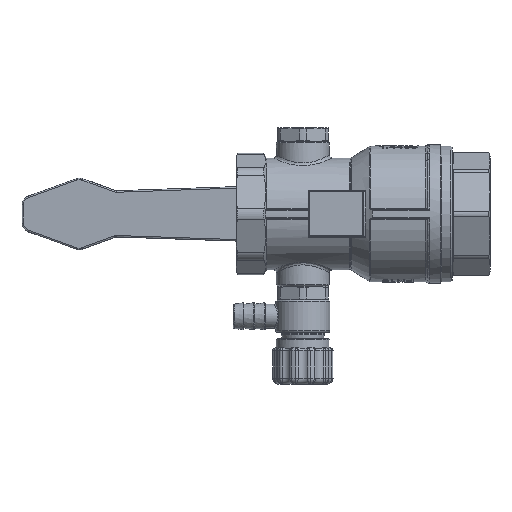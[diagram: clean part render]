
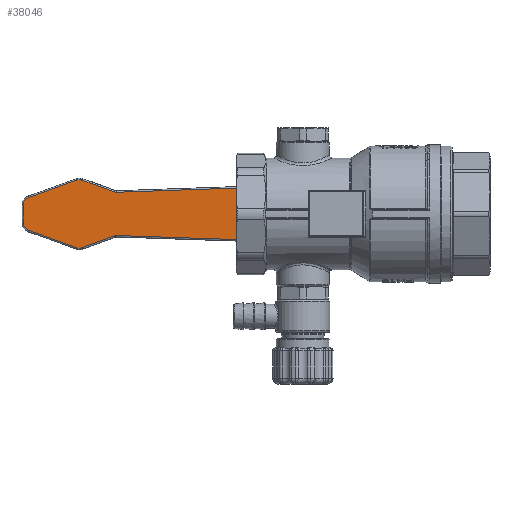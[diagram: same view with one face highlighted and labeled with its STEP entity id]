
A CAD part, front view. The second image highlights one B-rep face of the part: STEP entity #38046.
In plain terms, the highlighted planar face has unit normal (-0.035, -0.999, 0).
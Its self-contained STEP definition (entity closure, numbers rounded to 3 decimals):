
#66 = CARTESIAN_POINT ( 'NONE',  ( -118.041, 50.501, 3.048 ) ) ;
#556 = CARTESIAN_POINT ( 'NONE',  ( -101.197, 49.913, 11.221 ) ) ;
#627 = EDGE_CURVE ( 'NONE', #4599, #14551, #13322, .T. ) ;
#729 = AXIS2_PLACEMENT_3D ( 'NONE', #20329, #32834, #35991 ) ;
#957 = DIRECTION ( 'NONE',  ( 0.035, 0.999, 0. ) ) ;
#1110 = CARTESIAN_POINT ( 'NONE',  ( -90.349, 49.534, 7.27 ) ) ;
#2086 = LINE ( 'NONE', #31341, #26243 ) ;
#2175 = EDGE_CURVE ( 'NONE', #37748, #41334, #24087, .T. ) ;
#2783 = CARTESIAN_POINT ( 'NONE',  ( -90.252, 49.53, -7.235 ) ) ;
#3619 = LINE ( 'NONE', #19741, #28390 ) ;
#3666 = EDGE_CURVE ( 'NONE', #34195, #4599, #34800, .T. ) ;
#3699 = LINE ( 'NONE', #38597, #35232 ) ;
#3840 = DIRECTION ( 'NONE',  ( 0., 0., 1. ) ) ;
#4033 = CARTESIAN_POINT ( 'NONE',  ( -89.836, 49.516, 8.68 ) ) ;
#4098 = DIRECTION ( 'NONE',  ( 0.035, 0.999, 0. ) ) ;
#4543 = DIRECTION ( 'NONE',  ( -0.999, 0.035, 0. ) ) ;
#4599 = VERTEX_POINT ( 'NONE', #1110 ) ;
#4839 = AXIS2_PLACEMENT_3D ( 'NONE', #20082, #32800, #39890 ) ;
#5088 = LINE ( 'NONE', #33733, #20557 ) ;
#5200 = CARTESIAN_POINT ( 'NONE',  ( -35.592, 47.622, 9.051 ) ) ;
#5352 = EDGE_CURVE ( 'NONE', #15627, #8621, #8751, .T. ) ;
#5443 = ORIENTED_EDGE ( 'NONE', *, *, #9614, .F. ) ;
#5447 = DIRECTION ( 'NONE',  ( -0.999, 0.035, 0.034 ) ) ;
#5979 = EDGE_CURVE ( 'NONE', #15264, #15627, #3699, .T. ) ;
#6802 = VERTEX_POINT ( 'NONE', #5200 ) ;
#7064 = AXIS2_PLACEMENT_3D ( 'NONE', #39235, #23383, #4543 ) ;
#7365 = EDGE_CURVE ( 'NONE', #39783, #34195, #30846, .T. ) ;
#7464 = DIRECTION ( 'NONE',  ( -0.157, 0.005, 0.988 ) ) ;
#7551 = ORIENTED_EDGE ( 'NONE', *, *, #2175, .F. ) ;
#7707 = CARTESIAN_POINT ( 'NONE',  ( -87.899, 49.448, 16.686 ) ) ;
#7816 = DIRECTION ( 'NONE',  ( 0., 0., -1. ) ) ;
#7879 = EDGE_CURVE ( 'NONE', #11913, #15264, #40212, .T. ) ;
#8621 = VERTEX_POINT ( 'NONE', #36077 ) ;
#8751 = CIRCLE ( 'NONE', #13964, 2.5 ) ;
#9614 = EDGE_CURVE ( 'NONE', #41334, #39783, #13165, .T. ) ;
#10723 = DIRECTION ( 'NONE',  ( -0.157, 0.005, -0.988 ) ) ;
#10835 = CARTESIAN_POINT ( 'NONE',  ( -118.896, 50.531, 5.397 ) ) ;
#11913 = VERTEX_POINT ( 'NONE', #32079 ) ;
#11961 = ORIENTED_EDGE ( 'NONE', *, *, #5979, .F. ) ;
#12695 = ORIENTED_EDGE ( 'NONE', *, *, #18138, .F. ) ;
#12718 = AXIS2_PLACEMENT_3D ( 'NONE', #66, #4098, #35258 ) ;
#13079 = VERTEX_POINT ( 'NONE', #33281 ) ;
#13125 = DIRECTION ( 'NONE',  ( -0.939, 0.033, 0.342 ) ) ;
#13165 = LINE ( 'NONE', #7707, #32456 ) ;
#13322 = CIRCLE ( 'NONE', #22668, 1.5 ) ;
#13964 = AXIS2_PLACEMENT_3D ( 'NONE', #39024, #957, #26074 ) ;
#14551 = VERTEX_POINT ( 'NONE', #33824 ) ;
#15264 = VERTEX_POINT ( 'NONE', #25567 ) ;
#15289 = CIRCLE ( 'NONE', #38655, 1.5 ) ;
#15627 = VERTEX_POINT ( 'NONE', #34444 ) ;
#16027 = ORIENTED_EDGE ( 'NONE', *, *, #30786, .F. ) ;
#16219 = DIRECTION ( 'NONE',  ( 0.939, -0.033, -0.342 ) ) ;
#16801 = DIRECTION ( 'NONE',  ( -0.035, -0.999, 0. ) ) ;
#17047 = ORIENTED_EDGE ( 'NONE', *, *, #35199, .F. ) ;
#17246 = ORIENTED_EDGE ( 'NONE', *, *, #5352, .F. ) ;
#17549 = ORIENTED_EDGE ( 'NONE', *, *, #36472, .F. ) ;
#18138 = EDGE_CURVE ( 'NONE', #40526, #13079, #2086, .T. ) ;
#19431 = CARTESIAN_POINT ( 'NONE',  ( -69.033, 48.789, 0.493 ) ) ;
#19450 = CARTESIAN_POINT ( 'NONE',  ( -102.906, 49.972, 11.221 ) ) ;
#19674 = ORIENTED_EDGE ( 'NONE', *, *, #26337, .F. ) ;
#19741 = CARTESIAN_POINT ( 'NONE',  ( -67.726, 48.744, 7.942 ) ) ;
#19963 = ORIENTED_EDGE ( 'NONE', *, *, #3666, .F. ) ;
#20082 = CARTESIAN_POINT ( 'NONE',  ( -102.051, 49.942, 8.872 ) ) ;
#20329 = CARTESIAN_POINT ( 'NONE',  ( -102.051, 49.942, -8.872 ) ) ;
#20449 = CARTESIAN_POINT ( 'NONE',  ( -89.739, 49.512, -8.644 ) ) ;
#20557 = VECTOR ( 'NONE', #7816, 1000. ) ;
#22307 = VECTOR ( 'NONE', #39028, 1000. ) ;
#22474 = LINE ( 'NONE', #32469, #24326 ) ;
#22668 = AXIS2_PLACEMENT_3D ( 'NONE', #4033, #16801, #10723 ) ;
#22706 = CARTESIAN_POINT ( 'NONE',  ( -74.779, 48.99, 1.6 ) ) ;
#22988 = EDGE_LOOP ( 'NONE', ( #12695, #16027, #26690, #34142, #19963, #40820, #5443, #7551, #17549, #17246, #11961, #32082, #17047, #19674 ) ) ;
#23383 = DIRECTION ( 'NONE',  ( -0.035, -0.999, 0. ) ) ;
#23987 = DIRECTION ( 'NONE',  ( -0.035, -0.999, 0. ) ) ;
#24087 = CIRCLE ( 'NONE', #12718, 2.5 ) ;
#24149 = VECTOR ( 'NONE', #16219, 1000. ) ;
#24326 = VECTOR ( 'NONE', #3840, 1000. ) ;
#25567 = CARTESIAN_POINT ( 'NONE',  ( -102.906, 49.972, -11.221 ) ) ;
#26074 = DIRECTION ( 'NONE',  ( -0.819, 0.029, -0.574 ) ) ;
#26243 = VECTOR ( 'NONE', #5447, 1000. ) ;
#26337 = EDGE_CURVE ( 'NONE', #13079, #38385, #15289, .T. ) ;
#26406 = DIRECTION ( 'NONE',  ( 0.999, -0.035, 0.034 ) ) ;
#26690 = ORIENTED_EDGE ( 'NONE', *, *, #37624, .F. ) ;
#26735 = DIRECTION ( 'NONE',  ( 0.939, -0.033, 0.342 ) ) ;
#28390 = VECTOR ( 'NONE', #26406, 1000. ) ;
#29429 = FACE_OUTER_BOUND ( 'NONE', #22988, .T. ) ;
#29642 = LINE ( 'NONE', #19431, #22307 ) ;
#30786 = EDGE_CURVE ( 'NONE', #6802, #40526, #5088, .T. ) ;
#30846 = CIRCLE ( 'NONE', #4839, 2.5 ) ;
#31116 = CARTESIAN_POINT ( 'NONE',  ( -120.54, 50.588, 3.048 ) ) ;
#31341 = CARTESIAN_POINT ( 'NONE',  ( -28.361, 47.369, -9.215 ) ) ;
#32079 = CARTESIAN_POINT ( 'NONE',  ( -101.197, 49.913, -11.221 ) ) ;
#32082 = ORIENTED_EDGE ( 'NONE', *, *, #7879, .F. ) ;
#32456 = VECTOR ( 'NONE', #26735, 1000. ) ;
#32469 = CARTESIAN_POINT ( 'NONE',  ( -120.54, 50.588, -2.614 ) ) ;
#32800 = DIRECTION ( 'NONE',  ( 0.035, 0.999, 0. ) ) ;
#32834 = DIRECTION ( 'NONE',  ( 0.035, 0.999, 0. ) ) ;
#33176 = PLANE ( 'NONE',  #7064 ) ;
#33281 = CARTESIAN_POINT ( 'NONE',  ( -89.688, 49.511, -7.145 ) ) ;
#33733 = CARTESIAN_POINT ( 'NONE',  ( -35.592, 47.622, -0.39 ) ) ;
#33824 = CARTESIAN_POINT ( 'NONE',  ( -89.785, 49.514, 7.181 ) ) ;
#34142 = ORIENTED_EDGE ( 'NONE', *, *, #627, .F. ) ;
#34195 = VERTEX_POINT ( 'NONE', #556 ) ;
#34444 = CARTESIAN_POINT ( 'NONE',  ( -118.896, 50.531, -5.397 ) ) ;
#34800 = LINE ( 'NONE', #22706, #24149 ) ;
#35199 = EDGE_CURVE ( 'NONE', #38385, #11913, #29642, .T. ) ;
#35232 = VECTOR ( 'NONE', #13125, 1000. ) ;
#35258 = DIRECTION ( 'NONE',  ( -0.819, 0.029, 0.574 ) ) ;
#35991 = DIRECTION ( 'NONE',  ( 0., 0., -1. ) ) ;
#36077 = CARTESIAN_POINT ( 'NONE',  ( -120.54, 50.588, -3.048 ) ) ;
#36116 = CARTESIAN_POINT ( 'NONE',  ( -35.592, 47.622, -8.971 ) ) ;
#36472 = EDGE_CURVE ( 'NONE', #8621, #37748, #22474, .T. ) ;
#37624 = EDGE_CURVE ( 'NONE', #14551, #6802, #3619, .T. ) ;
#37748 = VERTEX_POINT ( 'NONE', #31116 ) ;
#38046 = ADVANCED_FACE ( 'NONE', ( #29429 ), #33176, .T. ) ;
#38385 = VERTEX_POINT ( 'NONE', #2783 ) ;
#38597 = CARTESIAN_POINT ( 'NONE',  ( -78.654, 49.125, -20.053 ) ) ;
#38655 = AXIS2_PLACEMENT_3D ( 'NONE', #20449, #23987, #7464 ) ;
#39024 = CARTESIAN_POINT ( 'NONE',  ( -118.041, 50.501, -3.048 ) ) ;
#39028 = DIRECTION ( 'NONE',  ( -0.939, 0.033, -0.342 ) ) ;
#39235 = CARTESIAN_POINT ( 'NONE',  ( -44.952, 47.948, -0.78 ) ) ;
#39783 = VERTEX_POINT ( 'NONE', #19450 ) ;
#39890 = DIRECTION ( 'NONE',  ( 0., 0., 1. ) ) ;
#40212 = CIRCLE ( 'NONE', #729, 2.5 ) ;
#40526 = VERTEX_POINT ( 'NONE', #36116 ) ;
#40820 = ORIENTED_EDGE ( 'NONE', *, *, #7365, .F. ) ;
#41334 = VERTEX_POINT ( 'NONE', #10835 ) ;
